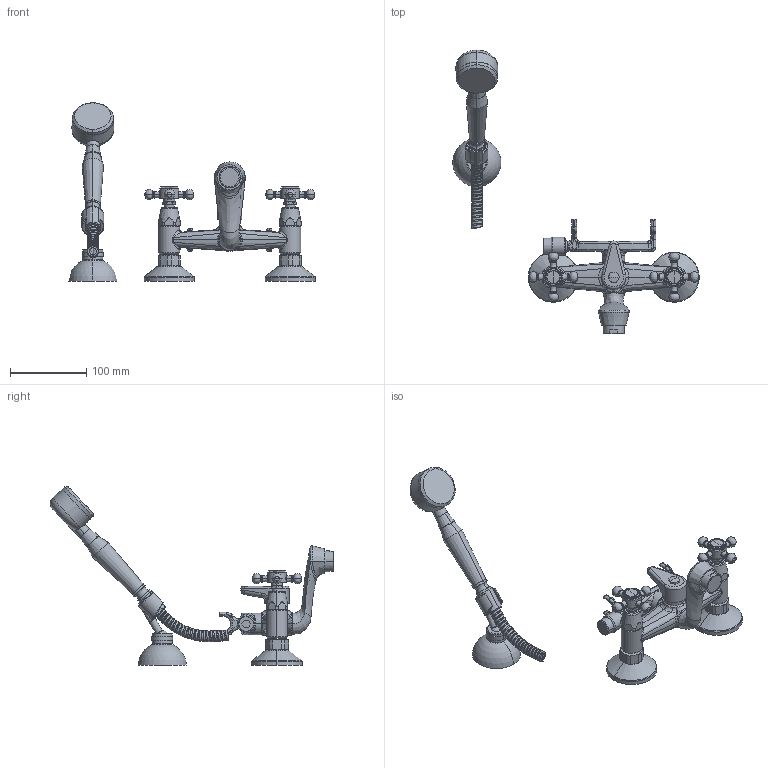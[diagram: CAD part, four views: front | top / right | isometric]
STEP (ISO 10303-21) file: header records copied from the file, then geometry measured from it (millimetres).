
FILE_DESCRIPTION((''),'2;1');
FILE_NAME('VLV025CR','2021-11-11T08:35:26',('ut3'),('PAFFONI SpA'),'CREO PARAMETRIC BY PTC INC, 2020044','CREO PARAMETRIC BY PTC INC, 2020044','');
FILE_SCHEMA(('CONFIG_CONTROL_DESIGN','SHAPE_APPEARANCE_LAYERS_GROUPS'));
Products named in the file (1): VLV025CR
Bounding box: 322.25 x 370.79 x 233.32 mm (x, y, z)
Volume: 539299.7 mm3; surface area: 160419.3 mm2
Topology: 5 solids, 5 shells, 1836 faces, 4620 edges, 2834 vertices
Faces by surface type: plane 589, cylinder 480, bspline 445, torus 166, cone 126, sphere 30
Entity records: 107743 total; most frequent: CARTESIAN_POINT 53206, ORIENTED_EDGE 9184, DIRECTION 7529, EDGE_CURVE 4592, AXIS2_PLACEMENT_3D 2985, VERTEX_POINT 2832, FILL_AREA_STYLE_COLOUR 2072, FILL_AREA_STYLE 2072
